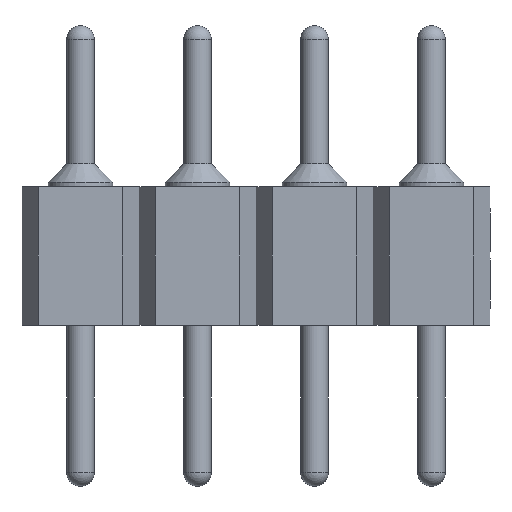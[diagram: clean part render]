
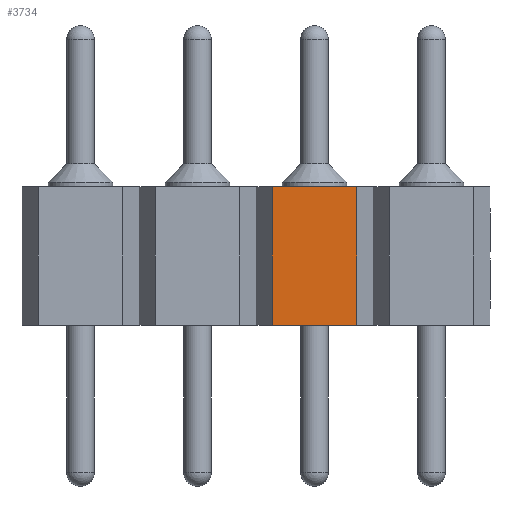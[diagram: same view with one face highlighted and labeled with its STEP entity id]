
A CAD part, front view. The second image highlights one B-rep face of the part: STEP entity #3734.
In plain terms, the highlighted planar face has unit normal (0, -1, 0).
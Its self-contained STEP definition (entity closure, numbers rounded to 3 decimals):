
#7 = ORIENTED_EDGE ( 'NONE', *, *, #4600, .F. ) ;
#100 = AXIS2_PLACEMENT_3D ( 'NONE', #6990, #333, #1598 ) ;
#333 = DIRECTION ( 'NONE',  ( 0., 1., 0. ) ) ;
#1262 = CARTESIAN_POINT ( 'NONE',  ( 0.35, -1.27, 0.5 ) ) ;
#1598 = DIRECTION ( 'NONE',  ( 0., 0., 1. ) ) ;
#2470 = PLANE ( 'NONE',  #100 ) ;
#3129 = CARTESIAN_POINT ( 'NONE',  ( -5.08, -1.27, 3.5 ) ) ;
#3259 = VECTOR ( 'NONE', #9125, 1000. ) ;
#3340 = CARTESIAN_POINT ( 'NONE',  ( 2.19, -1.27, 0.5 ) ) ;
#3350 = DIRECTION ( 'NONE',  ( -1., 0., 0. ) ) ;
#3718 = FACE_OUTER_BOUND ( 'NONE', #8644, .T. ) ;
#3734 = ADVANCED_FACE ( 'NONE', ( #3718 ), #2470, .F. ) ;
#4555 = LINE ( 'NONE', #13571, #3259 ) ;
#4600 = EDGE_CURVE ( 'NONE', #13278, #6021, #14699, .T. ) ;
#4859 = CARTESIAN_POINT ( 'NONE',  ( 0.35, -1.27, 3.5 ) ) ;
#5412 = CARTESIAN_POINT ( 'NONE',  ( -5.08, -1.27, 0.5 ) ) ;
#6021 = VERTEX_POINT ( 'NONE', #1262 ) ;
#6701 = VERTEX_POINT ( 'NONE', #4859 ) ;
#6990 = CARTESIAN_POINT ( 'NONE',  ( -5.08, -1.27, 0.5 ) ) ;
#7586 = ORIENTED_EDGE ( 'NONE', *, *, #13973, .T. ) ;
#7913 = EDGE_CURVE ( 'NONE', #13622, #6701, #10063, .T. ) ;
#7971 = ORIENTED_EDGE ( 'NONE', *, *, #7913, .T. ) ;
#8071 = VECTOR ( 'NONE', #3350, 1000. ) ;
#8644 = EDGE_LOOP ( 'NONE', ( #7586, #7971, #9836, #7 ) ) ;
#8940 = CARTESIAN_POINT ( 'NONE',  ( 2.19, -1.27, 3.5 ) ) ;
#8947 = LINE ( 'NONE', #9099, #13780 ) ;
#9099 = CARTESIAN_POINT ( 'NONE',  ( 2.19, -1.27, 0.5 ) ) ;
#9125 = DIRECTION ( 'NONE',  ( 0., 0., 1. ) ) ;
#9836 = ORIENTED_EDGE ( 'NONE', *, *, #10856, .F. ) ;
#10063 = LINE ( 'NONE', #3129, #8071 ) ;
#10296 = DIRECTION ( 'NONE',  ( 0., 0., 1. ) ) ;
#10856 = EDGE_CURVE ( 'NONE', #6021, #6701, #4555, .T. ) ;
#11109 = DIRECTION ( 'NONE',  ( -1., 0., 0. ) ) ;
#13164 = VECTOR ( 'NONE', #11109, 1000. ) ;
#13278 = VERTEX_POINT ( 'NONE', #3340 ) ;
#13571 = CARTESIAN_POINT ( 'NONE',  ( 0.35, -1.27, 0.5 ) ) ;
#13622 = VERTEX_POINT ( 'NONE', #8940 ) ;
#13780 = VECTOR ( 'NONE', #10296, 1000. ) ;
#13973 = EDGE_CURVE ( 'NONE', #13278, #13622, #8947, .T. ) ;
#14699 = LINE ( 'NONE', #5412, #13164 ) ;
